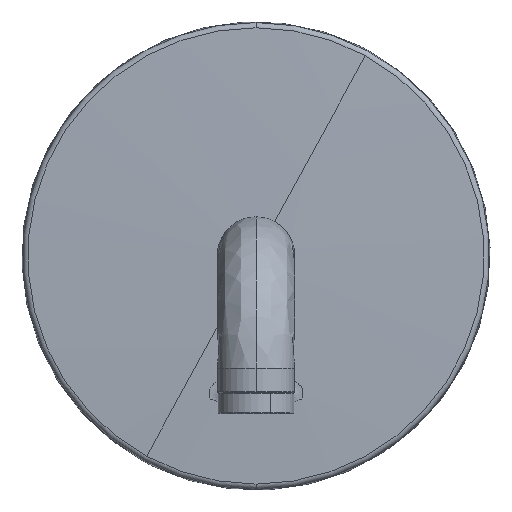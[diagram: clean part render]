
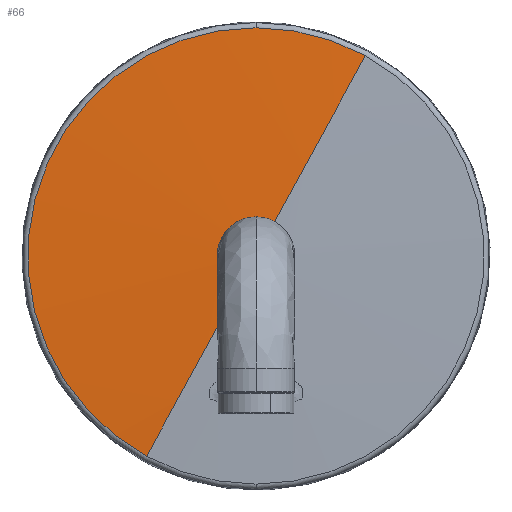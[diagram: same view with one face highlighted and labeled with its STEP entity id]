
A CAD part, top view. The second image highlights one B-rep face of the part: STEP entity #66.
In plain terms, the highlighted spherical face has radius 1892 mm.
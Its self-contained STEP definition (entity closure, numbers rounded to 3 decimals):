
#66 = ADVANCED_FACE ( 'NONE', ( #1598 ), #1254, .T. ) ;
#91 = DIRECTION ( 'NONE',  ( 0.878, -0.479, 0. ) ) ;
#113 = DIRECTION ( 'NONE',  ( 0.479, 0.878, 0. ) ) ;
#146 = DIRECTION ( 'NONE',  ( 0., 0., -1. ) ) ;
#149 = CIRCLE ( 'NONE', #1292, 14.1 ) ;
#194 = CIRCLE ( 'NONE', #1901, 82.834 ) ;
#285 = CIRCLE ( 'NONE', #1193, 82.834 ) ;
#336 = ORIENTED_EDGE ( 'NONE', *, *, #1471, .F. ) ;
#367 = EDGE_CURVE ( 'NONE', #1232, #1930, #744, .T. ) ;
#382 = CARTESIAN_POINT ( 'NONE',  ( 0., 0., -1878. ) ) ;
#390 = CARTESIAN_POINT ( 'NONE',  ( 39.713, 72.693, 12.186 ) ) ;
#509 = DIRECTION ( 'NONE',  ( -0.479, -0.878, 0. ) ) ;
#511 = CARTESIAN_POINT ( 'NONE',  ( 0., 0., 13.947 ) ) ;
#539 = ORIENTED_EDGE ( 'NONE', *, *, #367, .T. ) ;
#598 = VERTEX_POINT ( 'NONE', #1118 ) ;
#652 = CARTESIAN_POINT ( 'NONE',  ( 0., 0., 12.186 ) ) ;
#698 = DIRECTION ( 'NONE',  ( -0.878, 0.479, 0. ) ) ;
#705 = ORIENTED_EDGE ( 'NONE', *, *, #1247, .F. ) ;
#744 = CIRCLE ( 'NONE', #1780, 1892. ) ;
#752 = EDGE_LOOP ( 'NONE', ( #705, #539, #1026, #1324, #336 ) ) ;
#851 = CARTESIAN_POINT ( 'NONE',  ( -39.713, -72.693, 12.186 ) ) ;
#1010 = CARTESIAN_POINT ( 'NONE',  ( 0., 0., -1878. ) ) ;
#1026 = ORIENTED_EDGE ( 'NONE', *, *, #1861, .F. ) ;
#1108 = EDGE_CURVE ( 'NONE', #1304, #598, #194, .T. ) ;
#1118 = CARTESIAN_POINT ( 'NONE',  ( 0., 82.834, 12.186 ) ) ;
#1128 = DIRECTION ( 'NONE',  ( 0., 0., -1. ) ) ;
#1136 = DIRECTION ( 'NONE',  ( 0., 1., 0. ) ) ;
#1193 = AXIS2_PLACEMENT_3D ( 'NONE', #652, #1128, #1814 ) ;
#1232 = VERTEX_POINT ( 'NONE', #1838 ) ;
#1247 = EDGE_CURVE ( 'NONE', #1232, #2088, #149, .T. ) ;
#1254 = SPHERICAL_SURFACE ( 'NONE', #1403, 1892. ) ;
#1292 = AXIS2_PLACEMENT_3D ( 'NONE', #511, #1666, #1136 ) ;
#1304 = VERTEX_POINT ( 'NONE', #851 ) ;
#1324 = ORIENTED_EDGE ( 'NONE', *, *, #1108, .F. ) ;
#1333 = DIRECTION ( 'NONE',  ( -0.878, 0.479, 0. ) ) ;
#1403 = AXIS2_PLACEMENT_3D ( 'NONE', #1010, #698, #509 ) ;
#1451 = CARTESIAN_POINT ( 'NONE',  ( 0., 0., 12.186 ) ) ;
#1471 = EDGE_CURVE ( 'NONE', #2088, #1304, #1722, .T. ) ;
#1592 = CARTESIAN_POINT ( 'NONE',  ( 0., 0., -1878. ) ) ;
#1598 = FACE_OUTER_BOUND ( 'NONE', #752, .T. ) ;
#1616 = DIRECTION ( 'NONE',  ( 0., 1., 0. ) ) ;
#1666 = DIRECTION ( 'NONE',  ( 0., 0., 1. ) ) ;
#1722 = CIRCLE ( 'NONE', #2035, 1892. ) ;
#1780 = AXIS2_PLACEMENT_3D ( 'NONE', #382, #1333, #1876 ) ;
#1804 = CARTESIAN_POINT ( 'NONE',  ( -6.76, -12.374, 13.947 ) ) ;
#1814 = DIRECTION ( 'NONE',  ( 0., 1., 0. ) ) ;
#1838 = CARTESIAN_POINT ( 'NONE',  ( 6.76, 12.374, 13.947 ) ) ;
#1861 = EDGE_CURVE ( 'NONE', #598, #1930, #285, .T. ) ;
#1876 = DIRECTION ( 'NONE',  ( -0.479, -0.878, 0. ) ) ;
#1901 = AXIS2_PLACEMENT_3D ( 'NONE', #1451, #146, #1616 ) ;
#1930 = VERTEX_POINT ( 'NONE', #390 ) ;
#2035 = AXIS2_PLACEMENT_3D ( 'NONE', #1592, #91, #113 ) ;
#2088 = VERTEX_POINT ( 'NONE', #1804 ) ;
